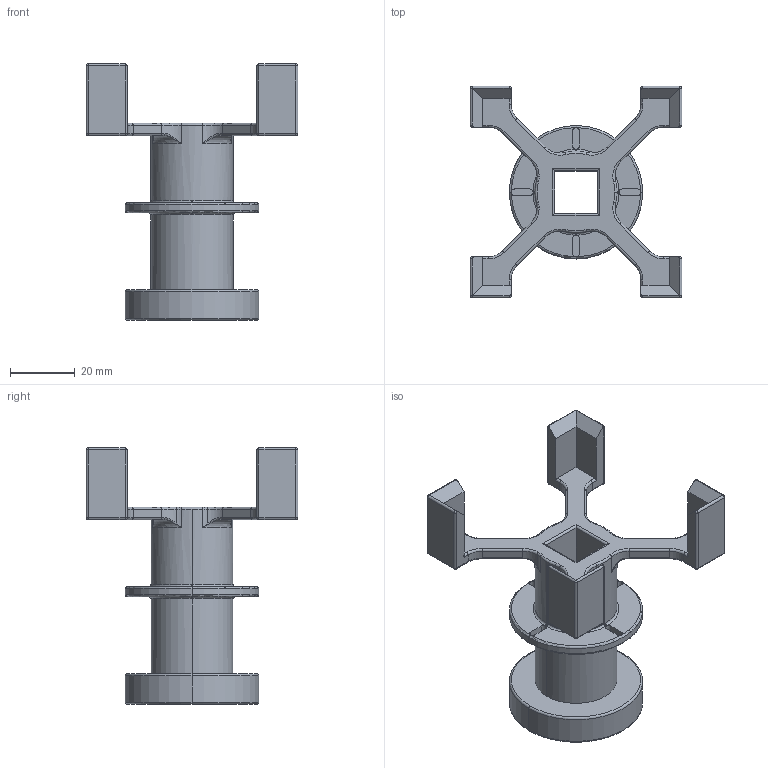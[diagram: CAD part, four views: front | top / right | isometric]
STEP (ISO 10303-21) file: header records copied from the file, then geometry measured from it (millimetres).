
FILE_DESCRIPTION (( 'STEP AP214' ), '1' );
FILE_NAME ('arm.STEP', '2014-09-19T19:58:02', ( '' ), ( '' ), 'SwSTEP 2.0', 'SolidWorks 2014', '' );
FILE_SCHEMA (( 'AUTOMOTIVE_DESIGN' ));
Length unit declared in the file: inch
Products named in the file (1): arm
Bounding box: 65.53 x 65.53 x 79.38 mm (x, y, z)
Volume: 40394 mm3; surface area: 19210.1 mm2
Topology: 1 solids, 1 shells, 278 faces, 692 edges, 377 vertices
Faces by surface type: cylinder 112, plane 67, torus 59, sphere 24, bspline 16
Entity records: 8627 total; most frequent: CARTESIAN_POINT 2151, DIRECTION 1465, ORIENTED_EDGE 1320, EDGE_CURVE 660, AXIS2_PLACEMENT_3D 601, VERTEX_POINT 377, CIRCLE 338, EDGE_LOOP 281
